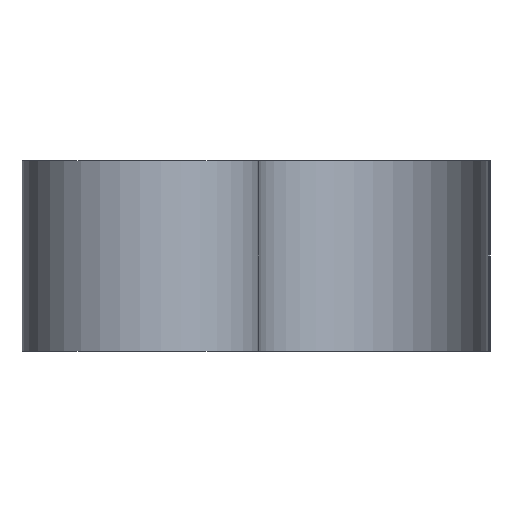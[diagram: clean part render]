
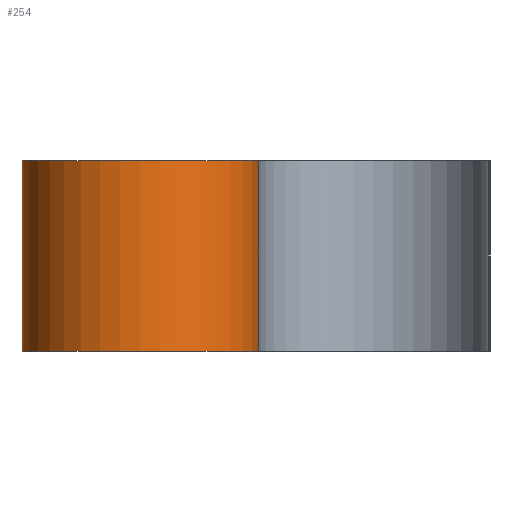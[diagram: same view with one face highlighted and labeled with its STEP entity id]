
A CAD part, left-side view. The second image highlights one B-rep face of the part: STEP entity #254.
In plain terms, the highlighted cylindrical face has radius 6.216 mm (diameter 12.431 mm), a partial arc.
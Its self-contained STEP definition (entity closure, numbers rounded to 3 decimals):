
#15=CIRCLE('',#283,6.216);
#16=CIRCLE('',#284,6.216);
#23=CYLINDRICAL_SURFACE('',#282,6.216);
#28=FACE_OUTER_BOUND('',#42,.T.);
#42=EDGE_LOOP('',(#175,#176,#177,#178));
#56=LINE('',#383,#84);
#59=LINE('',#391,#87);
#84=VECTOR('',#308,10.);
#87=VECTOR('',#315,10.);
#111=VERTEX_POINT('',#379);
#113=VERTEX_POINT('',#382);
#115=VERTEX_POINT('',#388);
#116=VERTEX_POINT('',#390);
#136=EDGE_CURVE('',#111,#113,#56,.T.);
#139=EDGE_CURVE('',#111,#115,#15,.T.);
#140=EDGE_CURVE('',#115,#116,#59,.T.);
#141=EDGE_CURVE('',#113,#116,#16,.T.);
#175=ORIENTED_EDGE('',*,*,#139,.T.);
#176=ORIENTED_EDGE('',*,*,#140,.T.);
#177=ORIENTED_EDGE('',*,*,#141,.F.);
#178=ORIENTED_EDGE('',*,*,#136,.F.);
#254=ADVANCED_FACE('',(#28),#23,.T.);
#282=AXIS2_PLACEMENT_3D('',#387,#311,#312);
#283=AXIS2_PLACEMENT_3D('',#389,#313,#314);
#284=AXIS2_PLACEMENT_3D('',#392,#316,#317);
#308=DIRECTION('',(0.,0.,1.));
#311=DIRECTION('center_axis',(0.,0.,1.));
#312=DIRECTION('ref_axis',(0.,1.,0.));
#313=DIRECTION('center_axis',(0.,0.,1.));
#314=DIRECTION('ref_axis',(0.,1.,0.));
#315=DIRECTION('',(0.,0.,1.));
#316=DIRECTION('center_axis',(0.,0.,1.));
#317=DIRECTION('ref_axis',(0.,1.,0.));
#379=CARTESIAN_POINT('',(-22.958,2.275,0.));
#382=CARTESIAN_POINT('',(-22.958,2.275,10.));
#383=CARTESIAN_POINT('',(-22.958,2.275,0.));
#387=CARTESIAN_POINT('Origin',(-22.958,-3.941,0.));
#388=CARTESIAN_POINT('',(-22.958,-10.157,0.));
#389=CARTESIAN_POINT('Origin',(-22.958,-3.941,0.));
#390=CARTESIAN_POINT('',(-22.958,-10.157,10.));
#391=CARTESIAN_POINT('',(-22.958,-10.157,0.));
#392=CARTESIAN_POINT('Origin',(-22.958,-3.941,10.));
